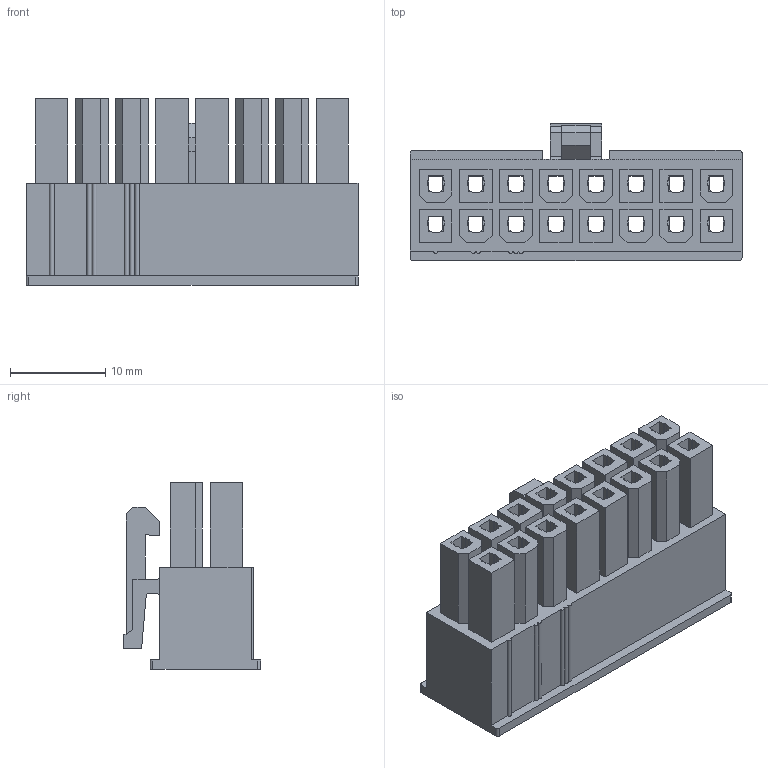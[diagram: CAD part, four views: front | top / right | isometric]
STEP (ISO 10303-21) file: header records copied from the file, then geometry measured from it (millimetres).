
FILE_DESCRIPTION( ( 'STEP AP214' ), '1' );
FILE_NAME( 'psolqas07352377726.stp', '2019-02-18T06:35:23', ( '' ), ( '' ), ' ', 'PARTsolutions', ' ' );
FILE_SCHEMA( ( 'AUTOMOTIVE_DESIGN { 1 0 10303 214 1 1 1 1 }' ) );
Length unit declared in the file: metre
Products named in the file (1): 1
Bounding box: 34.8 x 14.4 x 19.6 mm (x, y, z)
Volume: 4471.4 mm3; surface area: 5798.6 mm2
Topology: 1 solids, 1 shells, 637 faces, 1757 edges, 1138 vertices
Faces by surface type: plane 621, cylinder 16
Entity records: 19826 total; most frequent: CARTESIAN_POINT 3533, ORIENTED_EDGE 3514, DIRECTION 3065, EDGE_CURVE 1757, LINE 1725, VECTOR 1725, VERTEX_POINT 1138, EDGE_LOOP 687
